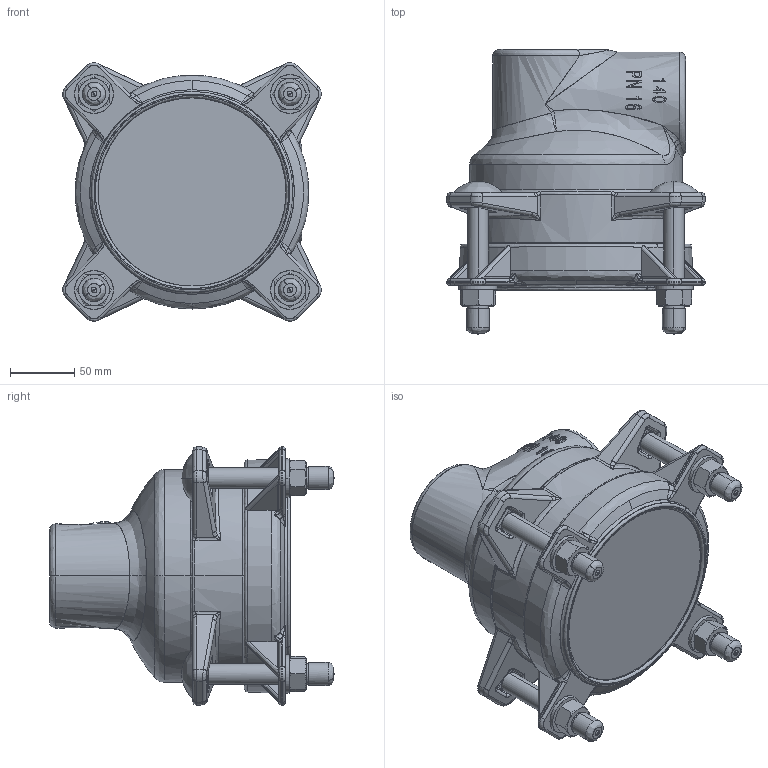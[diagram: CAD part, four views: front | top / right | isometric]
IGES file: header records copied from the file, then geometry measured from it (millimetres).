
Start section: SolidWorks IGES file using analytic representation for surfaces
Global section: file name: 6241014061.IGS; native system: SolidWorks 2008; preprocessor: SolidWorks 2008; author: ch_xmm; date: 100827.152440; units: millimetre
Bounding box: 200.5 x 221.1 x 200.53 mm (x, y, z)
Surface area: 199321.7 mm2 (no closed solid volume)
Topology: 0 solids, 0 shells, 887 faces, 9847 edges, 9807 vertices
Faces by surface type: bspline 663, revolution 224
